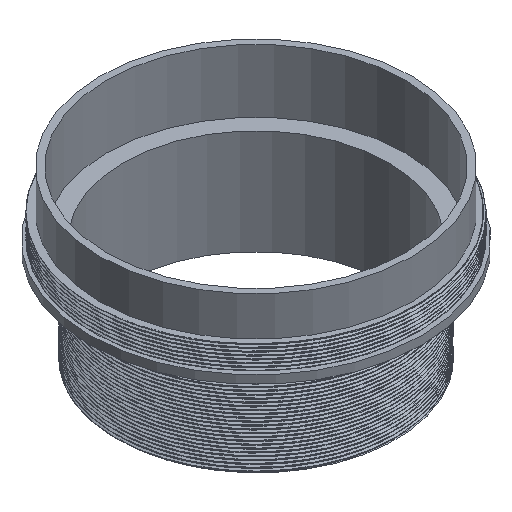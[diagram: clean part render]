
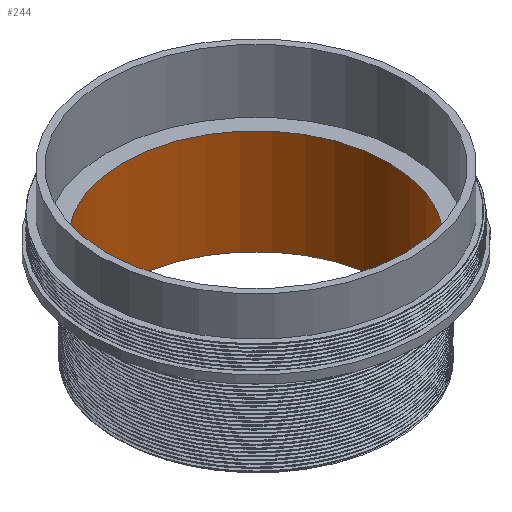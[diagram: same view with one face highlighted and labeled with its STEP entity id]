
A CAD part, isometric view. The second image highlights one B-rep face of the part: STEP entity #244.
In plain terms, the highlighted cylindrical face has radius 40 mm (diameter 80 mm), a full revolution.
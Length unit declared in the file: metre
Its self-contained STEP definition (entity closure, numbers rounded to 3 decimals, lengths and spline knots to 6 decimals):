
#40=CYLINDRICAL_SURFACE('',#283,0.04);
#67=ORIENTED_EDGE('',*,*,#108,.F.);
#68=ORIENTED_EDGE('',*,*,#126,.T.);
#108=EDGE_CURVE('',#140,#140,#164,.T.);
#126=EDGE_CURVE('',#156,#156,#171,.T.);
#140=VERTEX_POINT('',#346);
#156=VERTEX_POINT('',#1208);
#164=CIRCLE('',#270,0.04);
#171=CIRCLE('',#282,0.04);
#187=EDGE_LOOP('',(#67));
#188=EDGE_LOOP('',(#68));
#215=FACE_BOUND('',#187,.T.);
#216=FACE_BOUND('',#188,.T.);
#244=ADVANCED_FACE('',(#215,#216),#40,.F.);
#270=AXIS2_PLACEMENT_3D('',#345,#297,#298);
#282=AXIS2_PLACEMENT_3D('',#1207,#321,#322);
#283=AXIS2_PLACEMENT_3D('',#1209,#323,#324);
#297=DIRECTION('',(0.,0.,-1.));
#298=DIRECTION('',(-1.,0.,0.));
#321=DIRECTION('',(0.,0.,-1.));
#322=DIRECTION('',(-1.,0.,0.));
#323=DIRECTION('',(0.,0.,-1.));
#324=DIRECTION('',(-1.,0.,0.));
#345=CARTESIAN_POINT('',(0.,0.,0.0025));
#346=CARTESIAN_POINT('',(-0.04,0.,0.0025));
#1207=CARTESIAN_POINT('',(0.,0.,-0.029));
#1208=CARTESIAN_POINT('',(-0.04,0.,-0.029));
#1209=CARTESIAN_POINT('',(0.,0.,0.0025));
